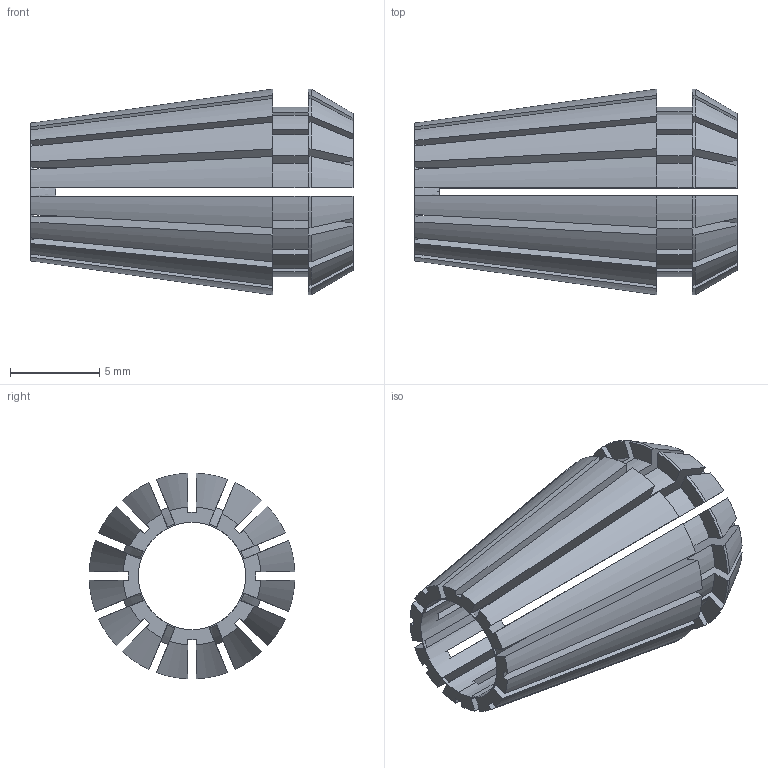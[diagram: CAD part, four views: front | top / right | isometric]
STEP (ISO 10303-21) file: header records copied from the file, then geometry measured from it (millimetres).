
FILE_DESCRIPTION (( 'STEP AP203' ), '1' );
FILE_NAME ('04211-06.STEP', '2017-03-31T09:05:16', ( '' ), ( '' ), 'SwSTEP 2.0', 'SolidWorks 2015', '' );
FILE_SCHEMA (( 'CONFIG_CONTROL_DESIGN' ));
Length unit declared in the file: millimetre
Products named in the file (1): 04211-06
Bounding box: 18 x 11.5 x 11.5 mm (x, y, z)
Volume: 599 mm3; surface area: 1798.6 mm2
Topology: 1 solids, 1 shells, 163 faces, 510 edges, 340 vertices
Faces by surface type: plane 73, cylinder 58, cone 32
Entity records: 6037 total; most frequent: CARTESIAN_POINT 1404, ORIENTED_EDGE 1020, DIRECTION 918, EDGE_CURVE 510, VERTEX_POINT 340, AXIS2_PLACEMENT_3D 334, LINE 250, VECTOR 250
